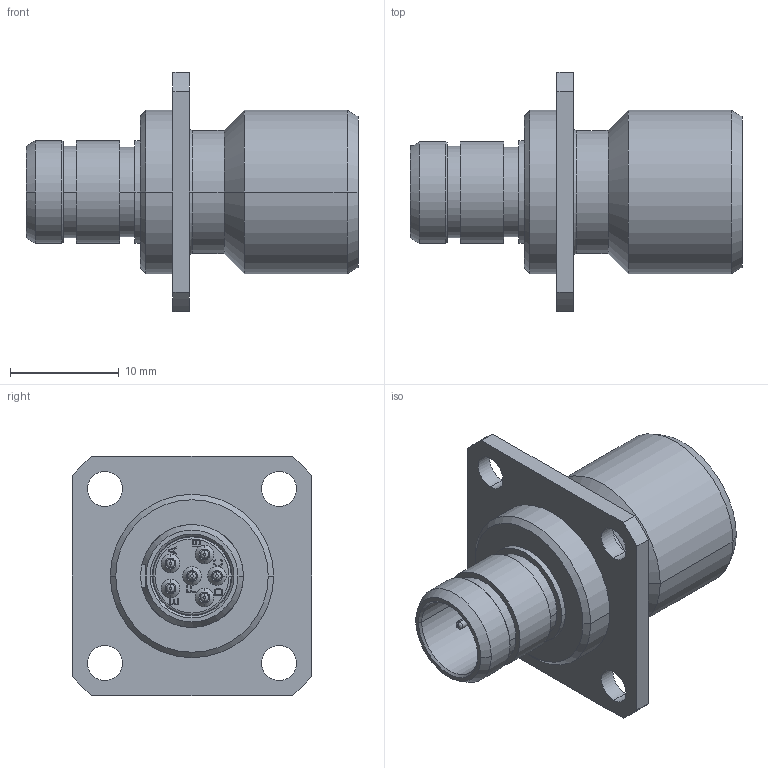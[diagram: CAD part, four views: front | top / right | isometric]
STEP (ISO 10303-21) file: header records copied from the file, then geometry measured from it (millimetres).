
FILE_DESCRIPTION((''),'2;1');
FILE_NAME('1332ER006MS','2024-07-25T13:59:56',('paultorloting'),('NET AG system integration'),'CREO PARAMETRIC BY PTC INC, 2021404','CREO PARAMETRIC BY PTC INC, 2021404','');
FILE_SCHEMA(('AUTOMOTIVE_DESIGN { 1 0 10303 214 1 1 1 1 }'));
Length unit declared in the file: millimetre
Products named in the file (1): 1332ER006MS
Bounding box: 30.5 x 22 x 22 mm (x, y, z)
Volume: 2556.6 mm3; surface area: 3727.1 mm2
Topology: 1 solids, 1 shells, 644 faces, 1648 edges, 1079 vertices
Faces by surface type: plane 416, cylinder 146, cone 51, bspline 18, torus 13
Entity records: 26207 total; most frequent: CARTESIAN_POINT 5541, ORIENTED_EDGE 3296, DIRECTION 3257, EDGE_CURVE 1648, VECTOR 1192, LINE 1192, VERTEX_POINT 1079, AXIS2_PLACEMENT_3D 1031
